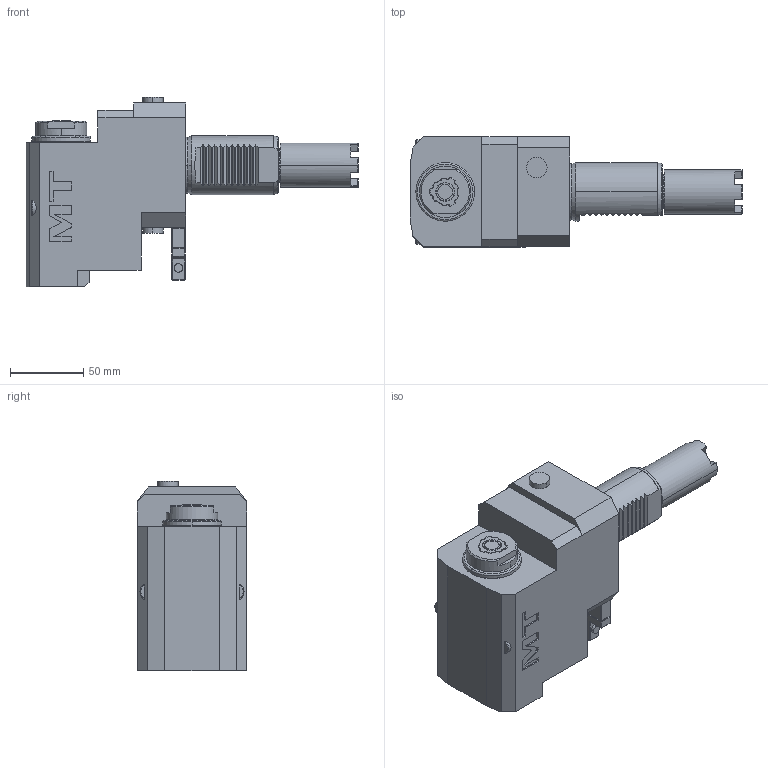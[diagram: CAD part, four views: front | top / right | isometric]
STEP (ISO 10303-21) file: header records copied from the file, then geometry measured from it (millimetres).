
FILE_DESCRIPTION((''),'2;1');
FILE_NAME('HAS0410216_CONF','2024-12-19T09:39:22',('fpalella'),('M.T. srl'),'CREO PARAMETRIC BY PTC INC, 2023352','CREO PARAMETRIC BY PTC INC, 2023352','');
FILE_SCHEMA(('CONFIG_CONTROL_DESIGN'));
Length unit declared in the file: millimetre
Products named in the file (1): HAS0410216_CONF
Bounding box: 226.55 x 75 x 129.5 mm (x, y, z)
Volume: 909406.8 mm3; surface area: 78766.6 mm2
Topology: 1 solids, 1 shells, 393 faces, 1025 edges, 665 vertices
Faces by surface type: plane 214, cylinder 91, cone 51, torus 21, bspline 12, extrusion 4
Entity records: 13364 total; most frequent: CARTESIAN_POINT 3934, ORIENTED_EDGE 2046, DIRECTION 1798, EDGE_CURVE 1023, VERTEX_POINT 665, AXIS2_PLACEMENT_3D 615, VECTOR 568, LINE 564
